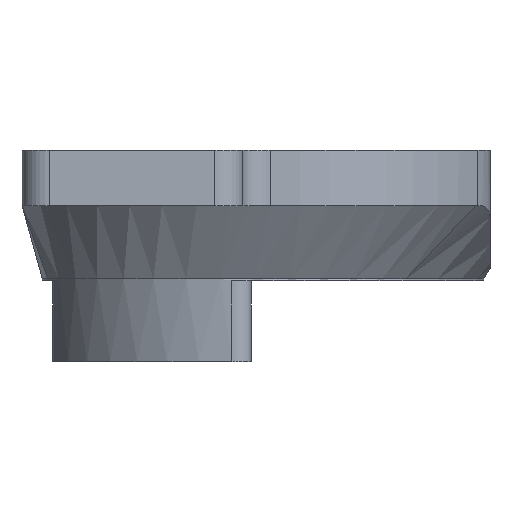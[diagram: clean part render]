
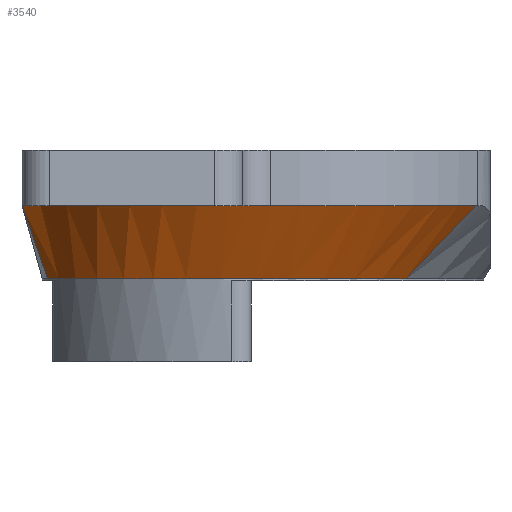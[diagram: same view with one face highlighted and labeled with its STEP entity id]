
A CAD part, left-side view. The second image highlights one B-rep face of the part: STEP entity #3540.
In plain terms, the highlighted free-form (B-spline) face has degree [9, 1] with [10, 2] control points.
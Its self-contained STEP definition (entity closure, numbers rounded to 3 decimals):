
#151 = B_SPLINE_SURFACE_WITH_KNOTS('',7,1,(
    (#152,#153)
    ,(#154,#155)
    ,(#156,#157)
    ,(#158,#159)
    ,(#160,#161)
    ,(#162,#163)
    ,(#164,#165)
    ,(#166,#167
    )),.UNSPECIFIED.,.F.,.F.,.F.,(8,8),(2,2),(4.044,
    5.133),(0.,1.),.PIECEWISE_BEZIER_KNOTS.);
#152 = CARTESIAN_POINT('',(-13.716,-5.234,3.));
#153 = CARTESIAN_POINT('',(-14.255,-1.431,-1.));
#154 = CARTESIAN_POINT('',(-11.395,-6.591,3.));
#155 = CARTESIAN_POINT('',(-12.46,-2.802,-1.));
#156 = CARTESIAN_POINT('',(-8.742,-7.636,3.));
#157 = CARTESIAN_POINT('',(-10.491,-3.945,-1.));
#158 = CARTESIAN_POINT('',(-5.848,-8.315,3.));
#159 = CARTESIAN_POINT('',(-8.382,-4.833,-1.));
#160 = CARTESIAN_POINT('',(-2.824,-8.594,3.));
#161 = CARTESIAN_POINT('',(-6.174,-5.447,-1.));
#162 = CARTESIAN_POINT('',(0.207,-8.461,3.));
#163 = CARTESIAN_POINT('',(-3.91,-5.775,-1.));
#164 = CARTESIAN_POINT('',(3.126,-7.929,3.));
#165 = CARTESIAN_POINT('',(-1.633,-5.813,-1.));
#166 = CARTESIAN_POINT('',(5.825,-7.035,3.));
#167 = CARTESIAN_POINT('',(0.612,-5.566,-1.));
#469 = VERTEX_POINT('',#470);
#470 = CARTESIAN_POINT('',(-14.255,-1.431,-1.));
#497 = EDGE_CURVE('',#498,#469,#500,.T.);
#498 = VERTEX_POINT('',#499);
#499 = CARTESIAN_POINT('',(-13.716,-5.234,3.));
#500 = SURFACE_CURVE('',#501,(#504,#511),.PCURVE_S1.);
#501 = B_SPLINE_CURVE_WITH_KNOTS('',1,(#502,#503),.UNSPECIFIED.,.F.,.F.,
  (2,2),(0.,1.),.PIECEWISE_BEZIER_KNOTS.);
#502 = CARTESIAN_POINT('',(-13.716,-5.234,3.));
#503 = CARTESIAN_POINT('',(-14.255,-1.431,-1.));
#504 = PCURVE('',#151,#505);
#505 = DEFINITIONAL_REPRESENTATION('',(#506),#510);
#506 = LINE('',#507,#508);
#507 = CARTESIAN_POINT('',(4.044,0.));
#508 = VECTOR('',#509,1.);
#509 = DIRECTION('',(0.,1.));
#510 = ( GEOMETRIC_REPRESENTATION_CONTEXT(2) 
PARAMETRIC_REPRESENTATION_CONTEXT() REPRESENTATION_CONTEXT('2D SPACE',''
  ) );
#511 = PCURVE('',#512,#533);
#512 = B_SPLINE_SURFACE_WITH_KNOTS('',9,1,(
    (#513,#514)
    ,(#515,#516)
    ,(#517,#518)
    ,(#519,#520)
    ,(#521,#522)
    ,(#523,#524)
    ,(#525,#526)
    ,(#527,#528)
    ,(#529,#530)
    ,(#531,#532
    )),.UNSPECIFIED.,.F.,.F.,.F.,(10,10),(2,2),(4.951,
    7.202),(0.,1.),.PIECEWISE_BEZIER_KNOTS.);
#513 = CARTESIAN_POINT('',(-6.222,19.5,3.));
#514 = CARTESIAN_POINT('',(-10.161,18.11,-1.));
#515 = CARTESIAN_POINT('',(-10.84,18.709,3.));
#516 = CARTESIAN_POINT('',(-12.849,17.455,-1.));
#517 = CARTESIAN_POINT('',(-15.158,16.958,3.));
#518 = CARTESIAN_POINT('',(-15.352,16.044,-1.));
#519 = CARTESIAN_POINT('',(-18.76,14.319,3.));
#520 = CARTESIAN_POINT('',(-17.429,13.936,-1.));
#521 = CARTESIAN_POINT('',(-21.267,10.979,3.));
#522 = CARTESIAN_POINT('',(-18.857,11.282,-1.));
#523 = CARTESIAN_POINT('',(-22.404,7.226,3.));
#524 = CARTESIAN_POINT('',(-19.479,8.313,-1.));
#525 = CARTESIAN_POINT('',(-22.065,3.413,3.));
#526 = CARTESIAN_POINT('',(-19.236,5.309,-1.));
#527 = CARTESIAN_POINT('',(-20.33,-0.111,3.));
#528 = CARTESIAN_POINT('',(-18.181,2.545,-1.));
#529 = CARTESIAN_POINT('',(-17.435,-3.059,3.));
#530 = CARTESIAN_POINT('',(-16.454,0.247,-1.));
#531 = CARTESIAN_POINT('',(-13.716,-5.234,3.));
#532 = CARTESIAN_POINT('',(-14.255,-1.431,-1.));
#533 = DEFINITIONAL_REPRESENTATION('',(#534),#538);
#534 = LINE('',#535,#536);
#535 = CARTESIAN_POINT('',(7.202,0.));
#536 = VECTOR('',#537,1.);
#537 = DIRECTION('',(0.,1.));
#538 = ( GEOMETRIC_REPRESENTATION_CONTEXT(2) 
PARAMETRIC_REPRESENTATION_CONTEXT() REPRESENTATION_CONTEXT('2D SPACE',''
  ) );
#557 = SURFACE_OF_LINEAR_EXTRUSION('',#558,#563);
#558 = ELLIPSE('',#559,19.,14.062);
#559 = AXIS2_PLACEMENT_3D('',#560,#561,#562);
#560 = CARTESIAN_POINT('',(-1.937,5.8,3.));
#561 = DIRECTION('',(-0.,0.,1.));
#562 = DIRECTION('',(1.,0.,0.));
#563 = VECTOR('',#564,1.);
#564 = DIRECTION('',(0.,0.,-1.));
#3366 = EDGE_CURVE('',#3367,#498,#3369,.T.);
#3367 = VERTEX_POINT('',#3368);
#3368 = CARTESIAN_POINT('',(-20.935,5.975,3.));
#3369 = SURFACE_CURVE('',#3370,(#3375,#3381),.PCURVE_S1.);
#3370 = ELLIPSE('',#3371,19.,14.062);
#3371 = AXIS2_PLACEMENT_3D('',#3372,#3373,#3374);
#3372 = CARTESIAN_POINT('',(-1.937,5.8,3.));
#3373 = DIRECTION('',(-0.,0.,1.));
#3374 = DIRECTION('',(1.,0.,0.));
#3375 = PCURVE('',#557,#3376);
#3376 = DEFINITIONAL_REPRESENTATION('',(#3377),#3380);
#3377 = B_SPLINE_CURVE_WITH_KNOTS('',1,(#3378,#3379),.UNSPECIFIED.,.F.,
  .F.,(2,2),(3.129,4.044),.PIECEWISE_BEZIER_KNOTS.);
#3378 = CARTESIAN_POINT('',(3.129,0.));
#3379 = CARTESIAN_POINT('',(4.044,0.));
#3380 = ( GEOMETRIC_REPRESENTATION_CONTEXT(2) 
PARAMETRIC_REPRESENTATION_CONTEXT() REPRESENTATION_CONTEXT('2D SPACE',''
  ) );
#3381 = PCURVE('',#512,#3382);
#3382 = DEFINITIONAL_REPRESENTATION('',(#3383),#3386);
#3383 = B_SPLINE_CURVE_WITH_KNOTS('',1,(#3384,#3385),.UNSPECIFIED.,.F.,
  .F.,(2,2),(1.798,4.044),.PIECEWISE_BEZIER_KNOTS.);
#3384 = CARTESIAN_POINT('',(4.951,0.));
#3385 = CARTESIAN_POINT('',(7.202,0.));
#3386 = ( GEOMETRIC_REPRESENTATION_CONTEXT(2) 
PARAMETRIC_REPRESENTATION_CONTEXT() REPRESENTATION_CONTEXT('2D SPACE',''
  ) );
#3475 = CYLINDRICAL_SURFACE('',#3476,11.063);
#3476 = AXIS2_PLACEMENT_3D('',#3477,#3478,#3479);
#3477 = CARTESIAN_POINT('',(-7.542,7.362,-1.));
#3478 = DIRECTION('',(0.,0.,1.));
#3479 = DIRECTION('',(-1.,0.,0.));
#3540 = ADVANCED_FACE('',(#3541),#512,.F.);
#3541 = FACE_BOUND('',#3542,.F.);
#3542 = EDGE_LOOP('',(#3543,#3575,#3576,#3577,#3601));
#3543 = ORIENTED_EDGE('',*,*,#3544,.T.);
#3544 = EDGE_CURVE('',#3545,#3367,#3547,.T.);
#3545 = VERTEX_POINT('',#3546);
#3546 = CARTESIAN_POINT('',(-6.222,19.5,3.));
#3547 = SURFACE_CURVE('',#3548,(#3553,#3559),.PCURVE_S1.);
#3548 = ELLIPSE('',#3549,19.,14.062);
#3549 = AXIS2_PLACEMENT_3D('',#3550,#3551,#3552);
#3550 = CARTESIAN_POINT('',(-1.937,5.8,3.));
#3551 = DIRECTION('',(-0.,0.,1.));
#3552 = DIRECTION('',(1.,0.,0.));
#3553 = PCURVE('',#512,#3554);
#3554 = DEFINITIONAL_REPRESENTATION('',(#3555),#3558);
#3555 = B_SPLINE_CURVE_WITH_KNOTS('',1,(#3556,#3557),.UNSPECIFIED.,.F.,
  .F.,(2,2),(1.798,4.044),.PIECEWISE_BEZIER_KNOTS.);
#3556 = CARTESIAN_POINT('',(4.951,0.));
#3557 = CARTESIAN_POINT('',(7.202,0.));
#3558 = ( GEOMETRIC_REPRESENTATION_CONTEXT(2) 
PARAMETRIC_REPRESENTATION_CONTEXT() REPRESENTATION_CONTEXT('2D SPACE',''
  ) );
#3559 = PCURVE('',#3560,#3565);
#3560 = PLANE('',#3561);
#3561 = AXIS2_PLACEMENT_3D('',#3562,#3563,#3564);
#3562 = CARTESIAN_POINT('',(-20.797,7.5,3.));
#3563 = DIRECTION('',(-0.,0.,-1.));
#3564 = DIRECTION('',(1.,0.,0.));
#3565 = DEFINITIONAL_REPRESENTATION('',(#3566),#3574);
#3566 = ( BOUNDED_CURVE() B_SPLINE_CURVE(2,(#3567,#3568,#3569,#3570,
#3571,#3572,#3573),.UNSPECIFIED.,.F.,.F.) B_SPLINE_CURVE_WITH_KNOTS((1,2
    ,2,2,2,1),(-2.094,0.,2.094,4.189,
6.283,8.378),.UNSPECIFIED.) CURVE() 
GEOMETRIC_REPRESENTATION_ITEM() RATIONAL_B_SPLINE_CURVE((1.,0.5,1.,0.5,
1.,0.5,1.)) REPRESENTATION_ITEM('') );
#3567 = CARTESIAN_POINT('',(37.861,1.7));
#3568 = CARTESIAN_POINT('',(37.861,-22.657));
#3569 = CARTESIAN_POINT('',(9.361,-10.478));
#3570 = CARTESIAN_POINT('',(-19.139,1.7));
#3571 = CARTESIAN_POINT('',(9.361,13.878));
#3572 = CARTESIAN_POINT('',(37.861,26.057));
#3573 = CARTESIAN_POINT('',(37.861,1.7));
#3574 = ( GEOMETRIC_REPRESENTATION_CONTEXT(2) 
PARAMETRIC_REPRESENTATION_CONTEXT() REPRESENTATION_CONTEXT('2D SPACE',''
  ) );
#3575 = ORIENTED_EDGE('',*,*,#3366,.T.);
#3576 = ORIENTED_EDGE('',*,*,#497,.T.);
#3577 = ORIENTED_EDGE('',*,*,#3578,.F.);
#3578 = EDGE_CURVE('',#3579,#469,#3581,.T.);
#3579 = VERTEX_POINT('',#3580);
#3580 = CARTESIAN_POINT('',(-10.161,18.11,-1.));
#3581 = SURFACE_CURVE('',#3582,(#3587,#3594),.PCURVE_S1.);
#3582 = CIRCLE('',#3583,11.063);
#3583 = AXIS2_PLACEMENT_3D('',#3584,#3585,#3586);
#3584 = CARTESIAN_POINT('',(-7.542,7.362,-1.));
#3585 = DIRECTION('',(0.,0.,1.));
#3586 = DIRECTION('',(-1.,0.,0.));
#3587 = PCURVE('',#512,#3588);
#3588 = DEFINITIONAL_REPRESENTATION('',(#3589),#3593);
#3589 = B_SPLINE_CURVE_WITH_KNOTS('',2,(#3590,#3591,#3592),
  .UNSPECIFIED.,.F.,.F.,(3,3),(4.951,7.202),
  .PIECEWISE_BEZIER_KNOTS.);
#3590 = CARTESIAN_POINT('',(4.951,1.));
#3591 = CARTESIAN_POINT('',(6.077,1.));
#3592 = CARTESIAN_POINT('',(7.202,1.));
#3593 = ( GEOMETRIC_REPRESENTATION_CONTEXT(2) 
PARAMETRIC_REPRESENTATION_CONTEXT() REPRESENTATION_CONTEXT('2D SPACE',''
  ) );
#3594 = PCURVE('',#3475,#3595);
#3595 = DEFINITIONAL_REPRESENTATION('',(#3596),#3600);
#3596 = LINE('',#3597,#3598);
#3597 = CARTESIAN_POINT('',(0.,0.));
#3598 = VECTOR('',#3599,1.);
#3599 = DIRECTION('',(1.,0.));
#3600 = ( GEOMETRIC_REPRESENTATION_CONTEXT(2) 
PARAMETRIC_REPRESENTATION_CONTEXT() REPRESENTATION_CONTEXT('2D SPACE',''
  ) );
#3601 = ORIENTED_EDGE('',*,*,#3602,.F.);
#3602 = EDGE_CURVE('',#3545,#3579,#3603,.T.);
#3603 = SURFACE_CURVE('',#3604,(#3607,#3614),.PCURVE_S1.);
#3604 = B_SPLINE_CURVE_WITH_KNOTS('',1,(#3605,#3606),.UNSPECIFIED.,.F.,
  .F.,(2,2),(0.,1.),.PIECEWISE_BEZIER_KNOTS.);
#3605 = CARTESIAN_POINT('',(-6.222,19.5,3.));
#3606 = CARTESIAN_POINT('',(-10.161,18.11,-1.));
#3607 = PCURVE('',#512,#3608);
#3608 = DEFINITIONAL_REPRESENTATION('',(#3609),#3613);
#3609 = LINE('',#3610,#3611);
#3610 = CARTESIAN_POINT('',(4.951,0.));
#3611 = VECTOR('',#3612,1.);
#3612 = DIRECTION('',(0.,1.));
#3613 = ( GEOMETRIC_REPRESENTATION_CONTEXT(2) 
PARAMETRIC_REPRESENTATION_CONTEXT() REPRESENTATION_CONTEXT('2D SPACE',''
  ) );
#3614 = PCURVE('',#3615,#3630);
#3615 = B_SPLINE_SURFACE_WITH_KNOTS('',6,1,(
    (#3616,#3617)
    ,(#3618,#3619)
    ,(#3620,#3621)
    ,(#3622,#3623)
    ,(#3624,#3625)
    ,(#3626,#3627)
    ,(#3628,#3629
    )),.UNSPECIFIED.,.F.,.F.,.F.,(7,7),(2,2),(-6.222,0.),(0.,1.
    ),.PIECEWISE_BEZIER_KNOTS.);
#3616 = CARTESIAN_POINT('',(0.,19.5,3.));
#3617 = CARTESIAN_POINT('',(-4.657,18.041,-1.));
#3618 = CARTESIAN_POINT('',(-1.037,19.5,3.));
#3619 = CARTESIAN_POINT('',(-5.552,18.283,-1.));
#3620 = CARTESIAN_POINT('',(-2.074,19.5,3.));
#3621 = CARTESIAN_POINT('',(-6.471,18.435,-1.));
#3622 = CARTESIAN_POINT('',(-3.111,19.5,3.));
#3623 = CARTESIAN_POINT('',(-7.404,18.494,-1.));
#3624 = CARTESIAN_POINT('',(-4.148,19.5,3.));
#3625 = CARTESIAN_POINT('',(-8.337,18.458,-1.));
#3626 = CARTESIAN_POINT('',(-5.185,19.5,3.));
#3627 = CARTESIAN_POINT('',(-9.26,18.329,-1.));
#3628 = CARTESIAN_POINT('',(-6.222,19.5,3.));
#3629 = CARTESIAN_POINT('',(-10.161,18.11,-1.));
#3630 = DEFINITIONAL_REPRESENTATION('',(#3631),#3635);
#3631 = LINE('',#3632,#3633);
#3632 = CARTESIAN_POINT('',(0.,0.));
#3633 = VECTOR('',#3634,1.);
#3634 = DIRECTION('',(0.,1.));
#3635 = ( GEOMETRIC_REPRESENTATION_CONTEXT(2) 
PARAMETRIC_REPRESENTATION_CONTEXT() REPRESENTATION_CONTEXT('2D SPACE',''
  ) );
